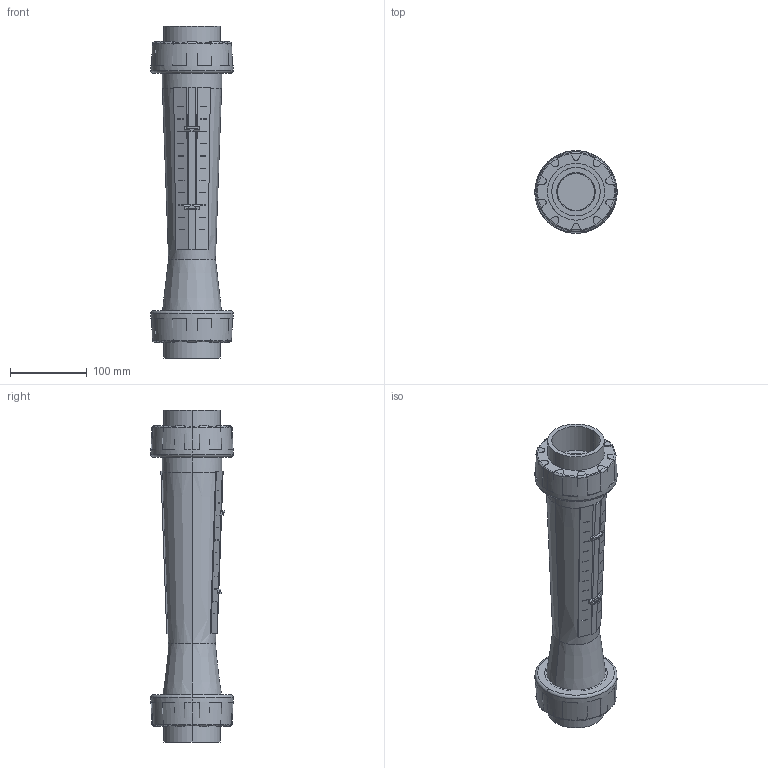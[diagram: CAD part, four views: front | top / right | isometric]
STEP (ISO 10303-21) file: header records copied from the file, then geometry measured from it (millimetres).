
FILE_DESCRIPTION(('STEP AP214'),'1');
FILE_NAME('cctmp_85141ED5-9304-4B1F-95B1-A1B4C8F7F1BA_2021_11_30_13_54_57_911..stp','2021-11-30T12:54:58',('ASV Stübbe GmbH & Co. KG'),('CADClick - www.CADClick.com'),'Spatial InterOp 3D',' ','unknown authorization');
FILE_SCHEMA(('AUTOMOTIVE_DESIGN'));
Length unit declared in the file: millimetre
Products named in the file (5): DFM 350-DN50-PVC-U Muffe DIN
Assembly tree (4 placements, depth 2):
  (unnamed)
    DFM 350-DN50-PVC-U Muffe DIN
    DFM 350-DN50-PVC-U Muffe DIN
    DFM 350-DN50-PVC-U Muffe DIN
    DFM 350-DN50-PVC-U Muffe DIN
Bounding box: 107 x 107 x 432 mm (x, y, z)
Volume: 1338919.4 mm3; surface area: 270480.6 mm2
Topology: 8 solids, 8 shells, 431 faces, 1202 edges, 740 vertices
Faces by surface type: plane 223, cylinder 104, torus 76, sphere 20, cone 8
Entity records: 18996 total; most frequent: CARTESIAN_POINT 4874, ORIENTED_EDGE 2244, DIRECTION 2140, EDGE_CURVE 1122, AXIS2_PLACEMENT_3D 810, VERTEX_POINT 740, LINE 520, VECTOR 520
